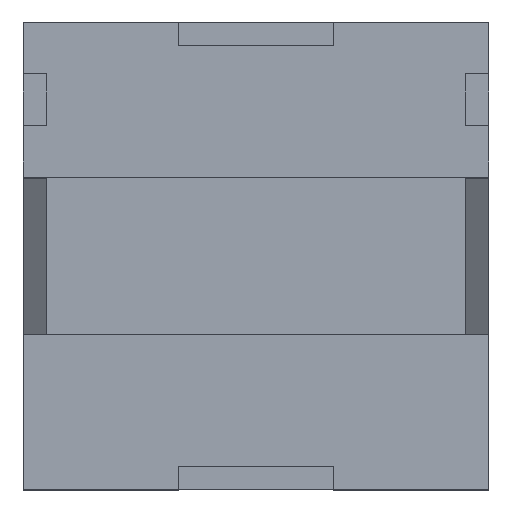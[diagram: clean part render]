
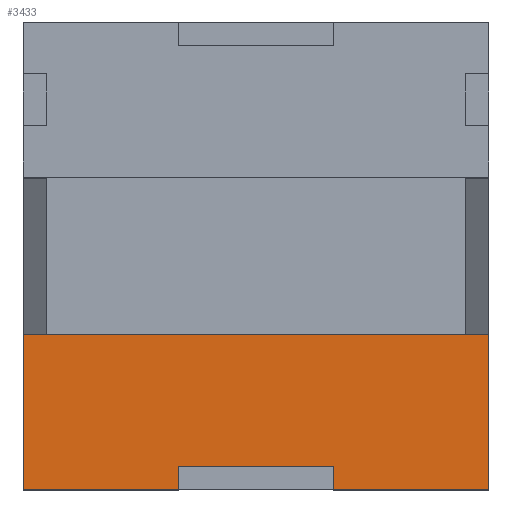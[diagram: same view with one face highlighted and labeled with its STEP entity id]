
A CAD part, top view. The second image highlights one B-rep face of the part: STEP entity #3433.
In plain terms, the highlighted planar face has unit normal (0, 0, 1).
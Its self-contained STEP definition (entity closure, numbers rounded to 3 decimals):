
#179=FACE_OUTER_BOUND('',#357,.T.);
#357=EDGE_LOOP('',(#2711,#2712,#2713,#2714,#2715,#2716,#2717,#2718));
#681=LINE('',#5196,#1161);
#684=LINE('',#5202,#1164);
#687=LINE('',#5208,#1167);
#690=LINE('',#5214,#1170);
#693=LINE('',#5220,#1173);
#696=LINE('',#5226,#1176);
#699=LINE('',#5232,#1179);
#702=LINE('',#5236,#1182);
#1161=VECTOR('',#4253,10.);
#1164=VECTOR('',#4258,10.);
#1167=VECTOR('',#4263,10.);
#1170=VECTOR('',#4268,10.);
#1173=VECTOR('',#4273,10.);
#1176=VECTOR('',#4278,10.);
#1179=VECTOR('',#4283,10.);
#1182=VECTOR('',#4288,10.);
#1561=VERTEX_POINT('',#5193);
#1562=VERTEX_POINT('',#5195);
#1564=VERTEX_POINT('',#5201);
#1566=VERTEX_POINT('',#5207);
#1568=VERTEX_POINT('',#5213);
#1570=VERTEX_POINT('',#5219);
#1572=VERTEX_POINT('',#5225);
#1574=VERTEX_POINT('',#5231);
#1961=EDGE_CURVE('',#1562,#1561,#681,.T.);
#1964=EDGE_CURVE('',#1564,#1562,#684,.T.);
#1967=EDGE_CURVE('',#1566,#1564,#687,.T.);
#1970=EDGE_CURVE('',#1568,#1566,#690,.T.);
#1973=EDGE_CURVE('',#1570,#1568,#693,.T.);
#1976=EDGE_CURVE('',#1572,#1570,#696,.T.);
#1979=EDGE_CURVE('',#1574,#1572,#699,.T.);
#1982=EDGE_CURVE('',#1561,#1574,#702,.T.);
#2711=ORIENTED_EDGE('',*,*,#1982,.T.);
#2712=ORIENTED_EDGE('',*,*,#1979,.T.);
#2713=ORIENTED_EDGE('',*,*,#1976,.T.);
#2714=ORIENTED_EDGE('',*,*,#1973,.T.);
#2715=ORIENTED_EDGE('',*,*,#1970,.T.);
#2716=ORIENTED_EDGE('',*,*,#1967,.T.);
#2717=ORIENTED_EDGE('',*,*,#1964,.T.);
#2718=ORIENTED_EDGE('',*,*,#1961,.T.);
#3255=PLANE('',#3726);
#3433=ADVANCED_FACE('',(#179),#3255,.T.);
#3726=AXIS2_PLACEMENT_3D('',#5237,#4289,#4290);
#4253=DIRECTION('',(1.,0.,0.));
#4258=DIRECTION('',(0.,1.,0.));
#4263=DIRECTION('',(1.,0.,0.));
#4268=DIRECTION('',(0.,-1.,0.));
#4273=DIRECTION('',(-1.,0.,0.));
#4278=DIRECTION('',(0.,1.,0.));
#4283=DIRECTION('',(1.,0.,0.));
#4288=DIRECTION('',(0.,-1.,0.));
#4289=DIRECTION('center_axis',(0.,0.,1.));
#4290=DIRECTION('ref_axis',(1.,0.,0.));
#5193=CARTESIAN_POINT('',(40.,3.,46.));
#5195=CARTESIAN_POINT('',(20.,3.,46.));
#5196=CARTESIAN_POINT('',(20.,3.,46.));
#5201=CARTESIAN_POINT('',(20.,0.,46.));
#5202=CARTESIAN_POINT('',(20.,-3.,46.));
#5207=CARTESIAN_POINT('',(0.,0.,46.));
#5208=CARTESIAN_POINT('',(0.,0.,46.));
#5213=CARTESIAN_POINT('',(0.,20.,46.));
#5214=CARTESIAN_POINT('',(0.,20.,46.));
#5219=CARTESIAN_POINT('',(60.,20.,46.));
#5220=CARTESIAN_POINT('',(60.,20.,46.));
#5225=CARTESIAN_POINT('',(60.,0.,46.));
#5226=CARTESIAN_POINT('',(60.,0.,46.));
#5231=CARTESIAN_POINT('',(40.,0.,46.));
#5232=CARTESIAN_POINT('',(0.,0.,46.));
#5236=CARTESIAN_POINT('',(40.,3.,46.));
#5237=CARTESIAN_POINT('Origin',(30.,10.,46.));
